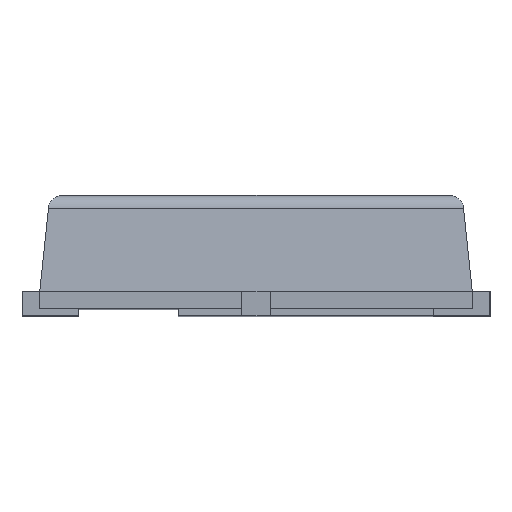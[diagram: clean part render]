
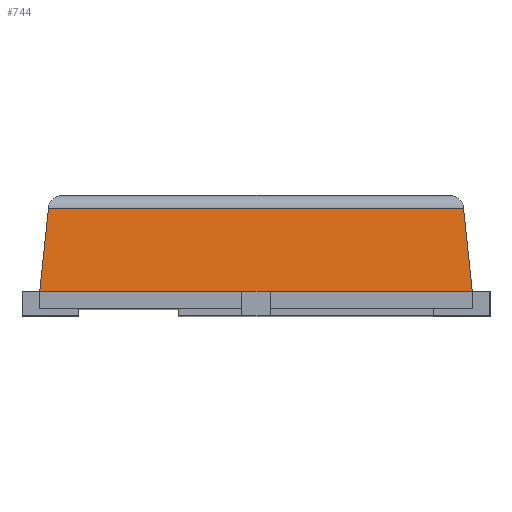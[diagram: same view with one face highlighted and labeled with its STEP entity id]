
A CAD part, top view. The second image highlights one B-rep face of the part: STEP entity #744.
In plain terms, the highlighted planar face has unit normal (0, 0.104, 0.995).
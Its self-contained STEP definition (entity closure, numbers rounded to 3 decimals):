
#155 = ORIENTED_EDGE ( 'NONE', *, *, #2260, .T. ) ;
#196 = ORIENTED_EDGE ( 'NONE', *, *, #1110, .T. ) ;
#267 = LINE ( 'NONE', #1052, #1532 ) ;
#279 = CARTESIAN_POINT ( 'NONE',  ( -1.463, 0.76, 1.463 ) ) ;
#320 = DIRECTION ( 'NONE',  ( 1., 0., 0. ) ) ;
#365 = ORIENTED_EDGE ( 'NONE', *, *, #1166, .F. ) ;
#397 = CARTESIAN_POINT ( 'NONE',  ( -1.525, 0.175, 1.525 ) ) ;
#399 = DIRECTION ( 'NONE',  ( 0.104, -0.989, 0.104 ) ) ;
#421 = CARTESIAN_POINT ( 'NONE',  ( -1.525, 0.175, 1.525 ) ) ;
#452 = DIRECTION ( 'NONE',  ( -0.104, -0.989, 0.104 ) ) ;
#631 = VECTOR ( 'NONE', #399, 1000. ) ;
#639 = VERTEX_POINT ( 'NONE', #279 ) ;
#708 = EDGE_CURVE ( 'NONE', #1623, #639, #2857, .T. ) ;
#744 = ADVANCED_FACE ( 'NONE', ( #1635 ), #1857, .T. ) ;
#750 = EDGE_LOOP ( 'NONE', ( #365, #2621, #196, #1255, #1814, #155 ) ) ;
#1052 = CARTESIAN_POINT ( 'NONE',  ( -1.525, 0.175, 1.525 ) ) ;
#1064 = CARTESIAN_POINT ( 'NONE',  ( 1.463, 0.76, 1.463 ) ) ;
#1110 = EDGE_CURVE ( 'NONE', #639, #1804, #3276, .T. ) ;
#1142 = VECTOR ( 'NONE', #3472, 1000. ) ;
#1166 = EDGE_CURVE ( 'NONE', #1623, #1747, #3224, .T. ) ;
#1255 = ORIENTED_EDGE ( 'NONE', *, *, #3034, .T. ) ;
#1449 = CARTESIAN_POINT ( 'NONE',  ( -1.525, 0.175, 1.525 ) ) ;
#1485 = CARTESIAN_POINT ( 'NONE',  ( -1.525, 0.175, 1.525 ) ) ;
#1532 = VECTOR ( 'NONE', #320, 1000. ) ;
#1573 = CARTESIAN_POINT ( 'NONE',  ( -1.525, 0.175, 1.525 ) ) ;
#1595 = CARTESIAN_POINT ( 'NONE',  ( 1.525, 0.175, 1.525 ) ) ;
#1623 = VERTEX_POINT ( 'NONE', #1064 ) ;
#1635 = FACE_OUTER_BOUND ( 'NONE', #750, .T. ) ;
#1638 = DIRECTION ( 'NONE',  ( 0., -0.995, 0.105 ) ) ;
#1747 = VERTEX_POINT ( 'NONE', #1595 ) ;
#1760 = CARTESIAN_POINT ( 'NONE',  ( 0.1, 0.175, 1.525 ) ) ;
#1804 = VERTEX_POINT ( 'NONE', #421 ) ;
#1814 = ORIENTED_EDGE ( 'NONE', *, *, #2009, .T. ) ;
#1857 = PLANE ( 'NONE',  #3379 ) ;
#1915 = VECTOR ( 'NONE', #452, 1000. ) ;
#2009 = EDGE_CURVE ( 'NONE', #2524, #3233, #3619, .T. ) ;
#2260 = EDGE_CURVE ( 'NONE', #3233, #1747, #3583, .T. ) ;
#2318 = VECTOR ( 'NONE', #2528, 1000. ) ;
#2524 = VERTEX_POINT ( 'NONE', #3748 ) ;
#2528 = DIRECTION ( 'NONE',  ( 1., 0., 0. ) ) ;
#2621 = ORIENTED_EDGE ( 'NONE', *, *, #708, .T. ) ;
#2857 = LINE ( 'NONE', #3324, #2890 ) ;
#2890 = VECTOR ( 'NONE', #3054, 1000. ) ;
#3034 = EDGE_CURVE ( 'NONE', #1804, #2524, #267, .T. ) ;
#3054 = DIRECTION ( 'NONE',  ( -1., 0., 0. ) ) ;
#3224 = LINE ( 'NONE', #3360, #631 ) ;
#3233 = VERTEX_POINT ( 'NONE', #1760 ) ;
#3276 = LINE ( 'NONE', #1573, #1915 ) ;
#3324 = CARTESIAN_POINT ( 'NONE',  ( -1.454, 0.76, 1.463 ) ) ;
#3360 = CARTESIAN_POINT ( 'NONE',  ( 1.525, 0.175, 1.525 ) ) ;
#3379 = AXIS2_PLACEMENT_3D ( 'NONE', #397, #3560, #1638 ) ;
#3472 = DIRECTION ( 'NONE',  ( 1., 0., 0. ) ) ;
#3560 = DIRECTION ( 'NONE',  ( 0., 0.105, 0.995 ) ) ;
#3583 = LINE ( 'NONE', #1485, #2318 ) ;
#3619 = LINE ( 'NONE', #1449, #1142 ) ;
#3748 = CARTESIAN_POINT ( 'NONE',  ( -0.1, 0.175, 1.525 ) ) ;
